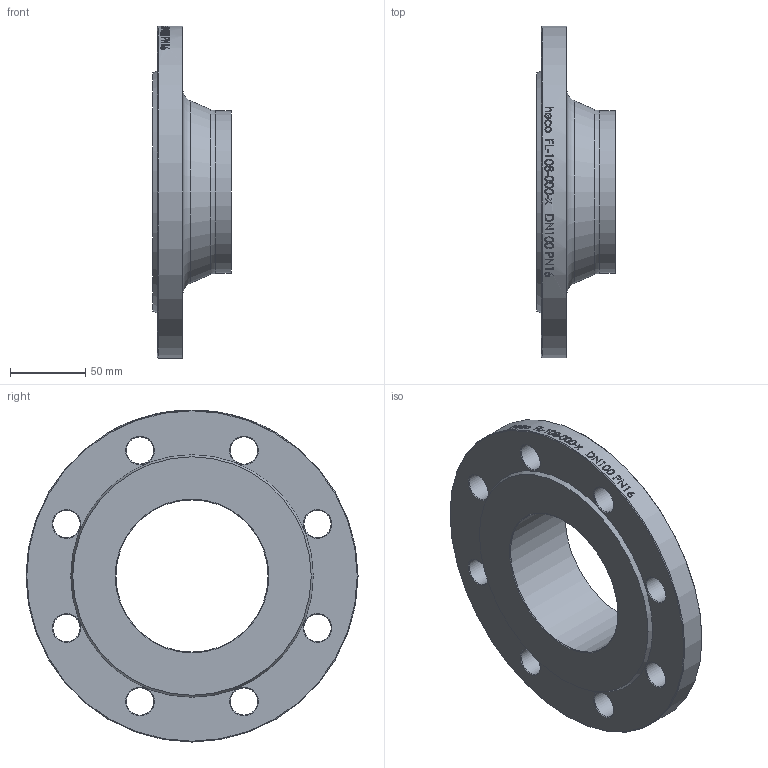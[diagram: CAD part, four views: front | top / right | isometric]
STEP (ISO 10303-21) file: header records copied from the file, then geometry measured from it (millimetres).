
FILE_DESCRIPTION (( 'STEP AP214' ), '1' );
FILE_NAME ('FL-108-000-x Vorschweissflansch DN100 PN16 din DIN2633 2308.STEP', '2023-04-25T12:31:02', ( '' ), ( '' ), 'SwSTEP 2.0', 'SolidWorks 2019', '' );
FILE_SCHEMA (( 'AUTOMOTIVE_DESIGN' ));
Length unit declared in the file: millimetre
Products named in the file (1): FL-108-000-x Vorschweissflansch DN100 PN16 din DIN2633 2308
Bounding box: 52 x 220 x 220 mm (x, y, z)
Volume: 580902.8 mm3; surface area: 100527.2 mm2
Topology: 1 solids, 1 shells, 76 faces, 329 edges, 294 vertices
Faces by surface type: cylinder 49, cone 21, plane 4, torus 2
Full cylindrical faces by diameter (mm): 18 x8, 100.8 x1, 108 x1, 220 x1
Entity records: 8737 total; most frequent: CARTESIAN_POINT 5937, ORIENTED_EDGE 564, DIRECTION 380, EDGE_CURVE 282, VERTEX_POINT 282, AXIS2_PLACEMENT_3D 171, EDGE_LOOP 168, B_SPLINE_CURVE_WITH_KNOTS 150
